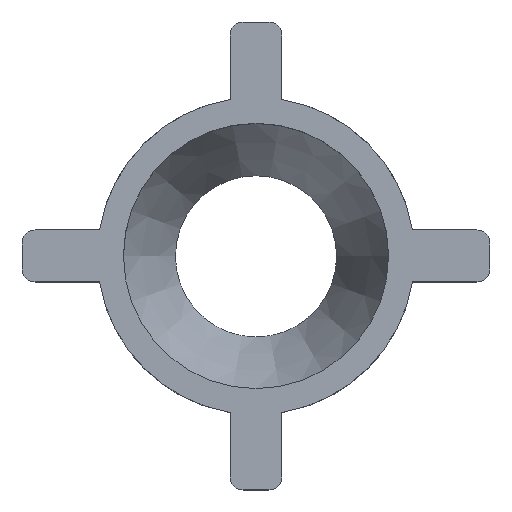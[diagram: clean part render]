
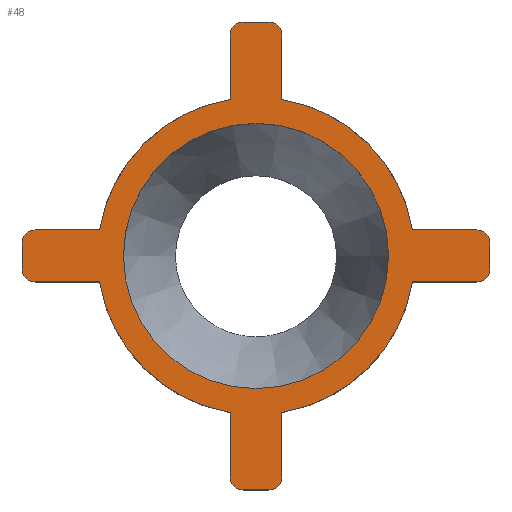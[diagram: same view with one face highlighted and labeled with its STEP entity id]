
A CAD part, top view. The second image highlights one B-rep face of the part: STEP entity #48.
In plain terms, the highlighted planar face has unit normal (0, 0, 1).
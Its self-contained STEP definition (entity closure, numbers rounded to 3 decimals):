
#48=ADVANCED_FACE('',(#86,#88),#90,.T.);
#86=FACE_BOUND('',#87,.T.);
#87=EDGE_LOOP('',(#364,#365,#366,#367,#368,#369,#370,#371,#372,#373,#374,#375,#376,
#377,#378,#379,#380,#381,#382,#383,#384,#385,#386,#387));
#88=FACE_BOUND('',#89,.T.);
#89=EDGE_LOOP('',(#388));
#90=PLANE('',#91);
#91=AXIS2_PLACEMENT_3D('',#92,#93,#94);
#92=CARTESIAN_POINT('',(0.,0.,9.));
#93=DIRECTION('',(0.,0.,1.));
#94=DIRECTION('',(-1.,0.,0.));
#364=ORIENTED_EDGE('',*,*,#552,.F.);
#365=ORIENTED_EDGE('',*,*,#553,.T.);
#366=ORIENTED_EDGE('',*,*,#554,.T.);
#367=ORIENTED_EDGE('',*,*,#555,.T.);
#368=ORIENTED_EDGE('',*,*,#556,.F.);
#369=ORIENTED_EDGE('',*,*,#557,.T.);
#370=ORIENTED_EDGE('',*,*,#558,.F.);
#371=ORIENTED_EDGE('',*,*,#559,.T.);
#372=ORIENTED_EDGE('',*,*,#560,.T.);
#373=ORIENTED_EDGE('',*,*,#561,.T.);
#374=ORIENTED_EDGE('',*,*,#562,.F.);
#375=ORIENTED_EDGE('',*,*,#563,.T.);
#376=ORIENTED_EDGE('',*,*,#564,.F.);
#377=ORIENTED_EDGE('',*,*,#565,.T.);
#378=ORIENTED_EDGE('',*,*,#566,.T.);
#379=ORIENTED_EDGE('',*,*,#567,.T.);
#380=ORIENTED_EDGE('',*,*,#568,.F.);
#381=ORIENTED_EDGE('',*,*,#569,.T.);
#382=ORIENTED_EDGE('',*,*,#570,.F.);
#383=ORIENTED_EDGE('',*,*,#571,.T.);
#384=ORIENTED_EDGE('',*,*,#572,.T.);
#385=ORIENTED_EDGE('',*,*,#573,.T.);
#386=ORIENTED_EDGE('',*,*,#574,.F.);
#387=ORIENTED_EDGE('',*,*,#575,.T.);
#388=ORIENTED_EDGE('',*,*,#576,.T.);
#552=EDGE_CURVE('',#646,#647,#648,.F.);
#553=EDGE_CURVE('',#646,#649,#650,.T.);
#554=EDGE_CURVE('',#649,#651,#652,.T.);
#555=EDGE_CURVE('',#651,#653,#654,.T.);
#556=EDGE_CURVE('',#655,#653,#656,.F.);
#557=EDGE_CURVE('',#655,#657,#658,.T.);
#558=EDGE_CURVE('',#659,#657,#660,.F.);
#559=EDGE_CURVE('',#659,#661,#662,.T.);
#560=EDGE_CURVE('',#661,#663,#664,.T.);
#561=EDGE_CURVE('',#663,#665,#666,.T.);
#562=EDGE_CURVE('',#667,#665,#668,.F.);
#563=EDGE_CURVE('',#667,#669,#670,.T.);
#564=EDGE_CURVE('',#671,#669,#672,.F.);
#565=EDGE_CURVE('',#671,#673,#674,.T.);
#566=EDGE_CURVE('',#673,#675,#676,.T.);
#567=EDGE_CURVE('',#675,#677,#678,.T.);
#568=EDGE_CURVE('',#679,#677,#680,.F.);
#569=EDGE_CURVE('',#679,#681,#682,.T.);
#570=EDGE_CURVE('',#683,#681,#684,.F.);
#571=EDGE_CURVE('',#683,#685,#686,.T.);
#572=EDGE_CURVE('',#685,#687,#688,.T.);
#573=EDGE_CURVE('',#687,#689,#690,.T.);
#574=EDGE_CURVE('',#691,#689,#692,.F.);
#575=EDGE_CURVE('',#691,#647,#693,.T.);
#576=EDGE_CURVE('',#694,#694,#695,.F.);
#646=VERTEX_POINT('',#802);
#647=VERTEX_POINT('',#803);
#648=CIRCLE('',#804,0.5);
#649=VERTEX_POINT('',#808);
#650=LINE('',#809,#810);
#651=VERTEX_POINT('',#812);
#652=CIRCLE('',#813,6.1);
#653=VERTEX_POINT('',#817);
#654=LINE('',#818,#819);
#655=VERTEX_POINT('',#821);
#656=CIRCLE('',#822,0.5);
#657=VERTEX_POINT('',#826);
#658=LINE('',#827,#828);
#659=VERTEX_POINT('',#830);
#660=CIRCLE('',#831,0.5);
#661=VERTEX_POINT('',#835);
#662=LINE('',#836,#837);
#663=VERTEX_POINT('',#839);
#664=CIRCLE('',#840,6.1);
#665=VERTEX_POINT('',#844);
#666=LINE('',#845,#846);
#667=VERTEX_POINT('',#848);
#668=CIRCLE('',#849,0.5);
#669=VERTEX_POINT('',#853);
#670=LINE('',#854,#855);
#671=VERTEX_POINT('',#857);
#672=CIRCLE('',#858,0.5);
#673=VERTEX_POINT('',#862);
#674=LINE('',#863,#864);
#675=VERTEX_POINT('',#866);
#676=CIRCLE('',#867,6.1);
#677=VERTEX_POINT('',#871);
#678=LINE('',#872,#873);
#679=VERTEX_POINT('',#875);
#680=CIRCLE('',#876,0.5);
#681=VERTEX_POINT('',#880);
#682=LINE('',#881,#882);
#683=VERTEX_POINT('',#884);
#684=CIRCLE('',#885,0.5);
#685=VERTEX_POINT('',#889);
#686=LINE('',#890,#891);
#687=VERTEX_POINT('',#893);
#688=CIRCLE('',#894,6.1);
#689=VERTEX_POINT('',#898);
#690=LINE('',#899,#900);
#691=VERTEX_POINT('',#902);
#692=CIRCLE('',#903,0.5);
#693=LINE('',#907,#908);
#694=VERTEX_POINT('',#910);
#695=CIRCLE('',#911,5.1);
#802=CARTESIAN_POINT('',(-1.,8.5,9.));
#803=CARTESIAN_POINT('',(-0.5,9.,9.));
#804=AXIS2_PLACEMENT_3D('',#805,#806,#807);
#805=CARTESIAN_POINT('',(-0.5,8.5,9.));
#806=DIRECTION('',(0.,0.,1.));
#807=DIRECTION('',(0.,1.,0.));
#808=CARTESIAN_POINT('',(-1.,6.017,9.));
#809=CARTESIAN_POINT('',(-1.,8.5,9.));
#810=VECTOR('',#811,1.);
#811=DIRECTION('',(0.,-1.,0.));
#812=CARTESIAN_POINT('',(-6.017,1.,9.));
#813=AXIS2_PLACEMENT_3D('',#814,#815,#816);
#814=CARTESIAN_POINT('',(0.,0.,9.));
#815=DIRECTION('',(0.,0.,1.));
#816=DIRECTION('',(-0.164,0.986,0.));
#817=CARTESIAN_POINT('',(-8.5,1.,9.));
#818=CARTESIAN_POINT('',(-6.017,1.,9.));
#819=VECTOR('',#820,1.);
#820=DIRECTION('',(-1.,0.,0.));
#821=CARTESIAN_POINT('',(-9.,0.5,9.));
#822=AXIS2_PLACEMENT_3D('',#823,#824,#825);
#823=CARTESIAN_POINT('',(-8.5,0.5,9.));
#824=DIRECTION('',(0.,0.,1.));
#825=DIRECTION('',(0.,1.,0.));
#826=CARTESIAN_POINT('',(-9.,-0.5,9.));
#827=CARTESIAN_POINT('',(-9.,0.5,9.));
#828=VECTOR('',#829,1.);
#829=DIRECTION('',(0.,-1.,0.));
#830=CARTESIAN_POINT('',(-8.5,-1.,9.));
#831=AXIS2_PLACEMENT_3D('',#832,#833,#834);
#832=CARTESIAN_POINT('',(-8.5,-0.5,9.));
#833=DIRECTION('',(0.,0.,1.));
#834=DIRECTION('',(-1.,0.,0.));
#835=CARTESIAN_POINT('',(-6.017,-1.,9.));
#836=CARTESIAN_POINT('',(-8.5,-1.,9.));
#837=VECTOR('',#838,1.);
#838=DIRECTION('',(1.,0.,0.));
#839=CARTESIAN_POINT('',(-1.,-6.017,9.));
#840=AXIS2_PLACEMENT_3D('',#841,#842,#843);
#841=CARTESIAN_POINT('',(0.,0.,9.));
#842=DIRECTION('',(0.,0.,1.));
#843=DIRECTION('',(-0.986,-0.164,0.));
#844=CARTESIAN_POINT('',(-1.,-8.5,9.));
#845=CARTESIAN_POINT('',(-1.,-6.017,9.));
#846=VECTOR('',#847,1.);
#847=DIRECTION('',(0.,-1.,0.));
#848=CARTESIAN_POINT('',(-0.5,-9.,9.));
#849=AXIS2_PLACEMENT_3D('',#850,#851,#852);
#850=CARTESIAN_POINT('',(-0.5,-8.5,9.));
#851=DIRECTION('',(0.,0.,1.));
#852=DIRECTION('',(-1.,0.,0.));
#853=CARTESIAN_POINT('',(0.5,-9.,9.));
#854=CARTESIAN_POINT('',(-0.5,-9.,9.));
#855=VECTOR('',#856,1.);
#856=DIRECTION('',(1.,0.,0.));
#857=CARTESIAN_POINT('',(1.,-8.5,9.));
#858=AXIS2_PLACEMENT_3D('',#859,#860,#861);
#859=CARTESIAN_POINT('',(0.5,-8.5,9.));
#860=DIRECTION('',(0.,0.,1.));
#861=DIRECTION('',(0.,-1.,0.));
#862=CARTESIAN_POINT('',(1.,-6.017,9.));
#863=CARTESIAN_POINT('',(1.,-8.5,9.));
#864=VECTOR('',#865,1.);
#865=DIRECTION('',(0.,1.,0.));
#866=CARTESIAN_POINT('',(6.017,-1.,9.));
#867=AXIS2_PLACEMENT_3D('',#868,#869,#870);
#868=CARTESIAN_POINT('',(0.,0.,9.));
#869=DIRECTION('',(0.,0.,1.));
#870=DIRECTION('',(0.164,-0.986,0.));
#871=CARTESIAN_POINT('',(8.5,-1.,9.));
#872=CARTESIAN_POINT('',(6.017,-1.,9.));
#873=VECTOR('',#874,1.);
#874=DIRECTION('',(1.,0.,0.));
#875=CARTESIAN_POINT('',(9.,-0.5,9.));
#876=AXIS2_PLACEMENT_3D('',#877,#878,#879);
#877=CARTESIAN_POINT('',(8.5,-0.5,9.));
#878=DIRECTION('',(0.,0.,1.));
#879=DIRECTION('',(0.,-1.,0.));
#880=CARTESIAN_POINT('',(9.,0.5,9.));
#881=CARTESIAN_POINT('',(9.,-0.5,9.));
#882=VECTOR('',#883,1.);
#883=DIRECTION('',(0.,1.,0.));
#884=CARTESIAN_POINT('',(8.5,1.,9.));
#885=AXIS2_PLACEMENT_3D('',#886,#887,#888);
#886=CARTESIAN_POINT('',(8.5,0.5,9.));
#887=DIRECTION('',(0.,0.,1.));
#888=DIRECTION('',(1.,0.,0.));
#889=CARTESIAN_POINT('',(6.017,1.,9.));
#890=CARTESIAN_POINT('',(8.5,1.,9.));
#891=VECTOR('',#892,1.);
#892=DIRECTION('',(-1.,0.,0.));
#893=CARTESIAN_POINT('',(1.,6.017,9.));
#894=AXIS2_PLACEMENT_3D('',#895,#896,#897);
#895=CARTESIAN_POINT('',(0.,0.,9.));
#896=DIRECTION('',(0.,0.,1.));
#897=DIRECTION('',(0.986,0.164,0.));
#898=CARTESIAN_POINT('',(1.,8.5,9.));
#899=CARTESIAN_POINT('',(1.,6.017,9.));
#900=VECTOR('',#901,1.);
#901=DIRECTION('',(0.,1.,0.));
#902=CARTESIAN_POINT('',(0.5,9.,9.));
#903=AXIS2_PLACEMENT_3D('',#904,#905,#906);
#904=CARTESIAN_POINT('',(0.5,8.5,9.));
#905=DIRECTION('',(0.,0.,1.));
#906=DIRECTION('',(1.,0.,0.));
#907=CARTESIAN_POINT('',(0.5,9.,9.));
#908=VECTOR('',#909,1.);
#909=DIRECTION('',(-1.,0.,0.));
#910=CARTESIAN_POINT('',(-5.1,0.,9.));
#911=AXIS2_PLACEMENT_3D('',#912,#913,#914);
#912=CARTESIAN_POINT('',(0.,0.,9.));
#913=DIRECTION('',(0.,0.,1.));
#914=DIRECTION('',(-1.,0.,0.));
